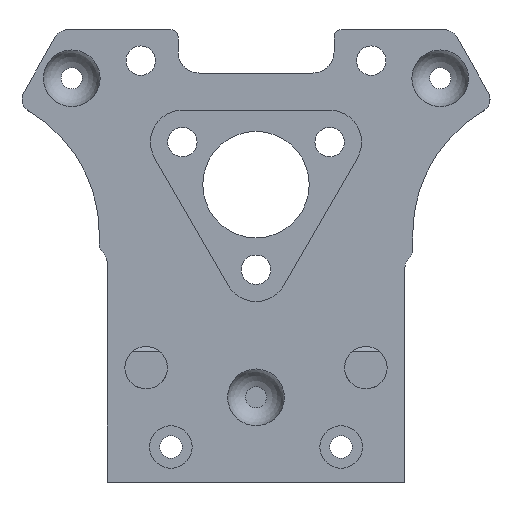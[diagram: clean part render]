
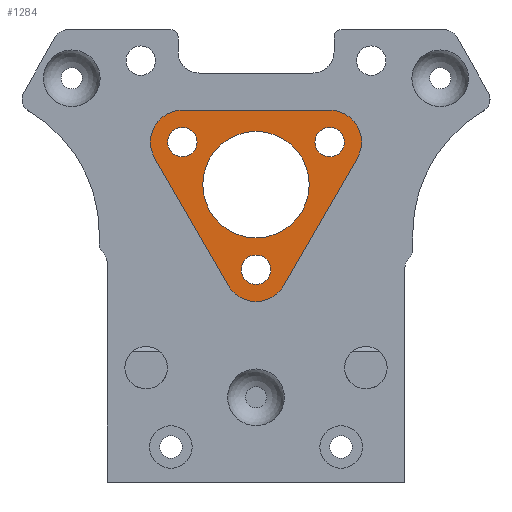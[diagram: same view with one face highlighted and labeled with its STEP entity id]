
A CAD part, left-side view. The second image highlights one B-rep face of the part: STEP entity #1284.
In plain terms, the highlighted planar face has unit normal (-1, 0, 0).
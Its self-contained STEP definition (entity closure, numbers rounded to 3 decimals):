
#51=FACE_BOUND('',#238,.T.);
#52=FACE_BOUND('',#239,.T.);
#53=FACE_BOUND('',#240,.T.);
#54=FACE_BOUND('',#241,.T.);
#79=PLANE('',#1454);
#136=FACE_OUTER_BOUND('',#237,.T.);
#237=EDGE_LOOP('',(#1100,#1101,#1102,#1103,#1104,#1105));
#238=EDGE_LOOP('',(#1106));
#239=EDGE_LOOP('',(#1107));
#240=EDGE_LOOP('',(#1108));
#241=EDGE_LOOP('',(#1109));
#331=LINE('',#2222,#423);
#335=LINE('',#2231,#427);
#338=LINE('',#2239,#430);
#423=VECTOR('',#1794,10.);
#427=VECTOR('',#1804,10.);
#430=VECTOR('',#1813,10.);
#447=CIRCLE('',#1330,2.075);
#449=CIRCLE('',#1333,2.075);
#451=CIRCLE('',#1336,2.075);
#518=CIRCLE('',#1447,4.5);
#519=CIRCLE('',#1450,4.5);
#520=CIRCLE('',#1453,4.5);
#521=CIRCLE('',#1455,7.5);
#534=VERTEX_POINT('',#1903);
#536=VERTEX_POINT('',#1909);
#538=VERTEX_POINT('',#1915);
#638=VERTEX_POINT('',#2219);
#639=VERTEX_POINT('',#2221);
#640=VERTEX_POINT('',#2225);
#641=VERTEX_POINT('',#2229);
#642=VERTEX_POINT('',#2233);
#643=VERTEX_POINT('',#2237);
#644=VERTEX_POINT('',#2243);
#655=EDGE_CURVE('',#534,#534,#447,.T.);
#658=EDGE_CURVE('',#536,#536,#449,.T.);
#661=EDGE_CURVE('',#538,#538,#451,.T.);
#796=EDGE_CURVE('',#638,#639,#331,.T.);
#799=EDGE_CURVE('',#640,#638,#518,.T.);
#801=EDGE_CURVE('',#641,#640,#335,.T.);
#803=EDGE_CURVE('',#642,#641,#519,.T.);
#805=EDGE_CURVE('',#643,#642,#338,.T.);
#806=EDGE_CURVE('',#639,#643,#520,.T.);
#807=EDGE_CURVE('',#644,#644,#521,.T.);
#1100=ORIENTED_EDGE('',*,*,#806,.F.);
#1101=ORIENTED_EDGE('',*,*,#796,.F.);
#1102=ORIENTED_EDGE('',*,*,#799,.F.);
#1103=ORIENTED_EDGE('',*,*,#801,.F.);
#1104=ORIENTED_EDGE('',*,*,#803,.F.);
#1105=ORIENTED_EDGE('',*,*,#805,.F.);
#1106=ORIENTED_EDGE('',*,*,#655,.T.);
#1107=ORIENTED_EDGE('',*,*,#658,.T.);
#1108=ORIENTED_EDGE('',*,*,#661,.T.);
#1109=ORIENTED_EDGE('',*,*,#807,.F.);
#1284=ADVANCED_FACE('',(#136,#51,#52,#53,#54),#79,.T.);
#1330=AXIS2_PLACEMENT_3D('',#1905,#1494,#1495);
#1333=AXIS2_PLACEMENT_3D('',#1911,#1501,#1502);
#1336=AXIS2_PLACEMENT_3D('',#1917,#1508,#1509);
#1447=AXIS2_PLACEMENT_3D('',#2227,#1799,#1800);
#1450=AXIS2_PLACEMENT_3D('',#2235,#1808,#1809);
#1453=AXIS2_PLACEMENT_3D('',#2241,#1816,#1817);
#1454=AXIS2_PLACEMENT_3D('',#2242,#1818,#1819);
#1455=AXIS2_PLACEMENT_3D('',#2244,#1820,#1821);
#1494=DIRECTION('center_axis',(1.,0.,0.));
#1495=DIRECTION('ref_axis',(0.,0.,-1.));
#1501=DIRECTION('center_axis',(1.,0.,0.));
#1502=DIRECTION('ref_axis',(0.,0.,-1.));
#1508=DIRECTION('center_axis',(1.,0.,0.));
#1509=DIRECTION('ref_axis',(0.,0.,-1.));
#1794=DIRECTION('',(0.,-1.,0.));
#1799=DIRECTION('center_axis',(1.,0.,0.));
#1800=DIRECTION('ref_axis',(0.,0.,1.));
#1804=DIRECTION('',(0.,0.5,0.866));
#1808=DIRECTION('center_axis',(1.,0.,0.));
#1809=DIRECTION('ref_axis',(0.,0.866,-0.5));
#1813=DIRECTION('',(0.,0.5,-0.866));
#1816=DIRECTION('center_axis',(1.,0.,0.));
#1817=DIRECTION('ref_axis',(0.,-0.866,-0.5));
#1818=DIRECTION('center_axis',(-1.,0.,0.));
#1819=DIRECTION('ref_axis',(0.,0.,1.));
#1820=DIRECTION('center_axis',(-1.,0.,0.));
#1821=DIRECTION('ref_axis',(0.,0.,
-1.));
#1903=CARTESIAN_POINT('',(-30.147,94.997,-14.934));
#1905=CARTESIAN_POINT('Origin',(-30.147,94.997,-17.009));
#1909=CARTESIAN_POINT('',(-30.147,84.605,-32.934));
#1911=CARTESIAN_POINT('Origin',(-30.147,84.605,-35.009));
#1915=CARTESIAN_POINT('',(-30.147,74.212,-14.934));
#1917=CARTESIAN_POINT('Origin',(-30.147,74.212,-17.009));
#2219=CARTESIAN_POINT('',(-30.147,94.997,-12.509));
#2221=CARTESIAN_POINT('',(-30.147,74.212,-12.509));
#2222=CARTESIAN_POINT('',(-30.147,74.212,-12.509));
#2225=CARTESIAN_POINT('',(-30.147,98.894,-19.259));
#2227=CARTESIAN_POINT('Origin',(-30.147,94.997,-17.009));
#2229=CARTESIAN_POINT('',(-30.147,88.502,-37.259));
#2231=CARTESIAN_POINT('',(-30.147,98.894,-19.259));
#2233=CARTESIAN_POINT('',(-30.147,80.707,-37.259));
#2235=CARTESIAN_POINT('Origin',(-30.147,84.605,-35.009));
#2237=CARTESIAN_POINT('',(-30.147,70.315,-19.259));
#2239=CARTESIAN_POINT('',(-30.147,80.707,-37.259));
#2241=CARTESIAN_POINT('Origin',(-30.147,74.212,-17.009));
#2242=CARTESIAN_POINT('Origin',(-30.147,84.605,-26.009));
#2243=CARTESIAN_POINT('',(-30.147,84.605,-15.509));
#2244=CARTESIAN_POINT('Origin',(-30.147,84.605,-23.009));
